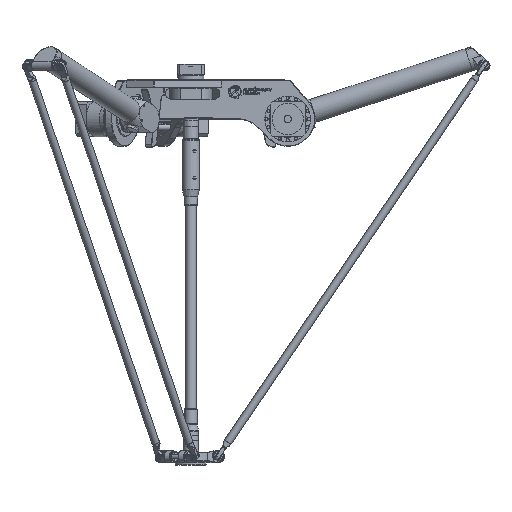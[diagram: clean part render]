
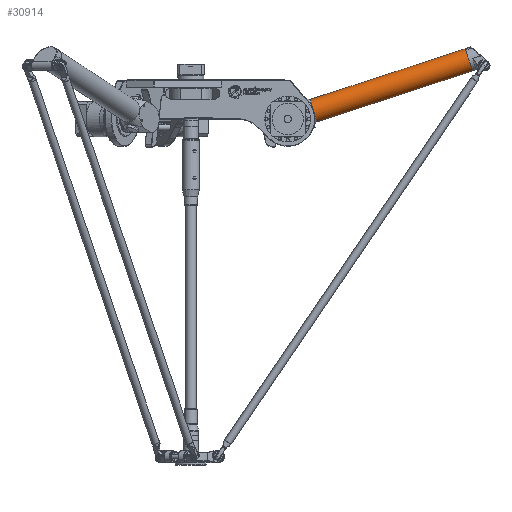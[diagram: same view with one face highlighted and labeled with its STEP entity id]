
A CAD part, front view. The second image highlights one B-rep face of the part: STEP entity #30914.
In plain terms, the highlighted cylindrical face has radius 30.05 mm (diameter 60.1 mm), a full revolution.
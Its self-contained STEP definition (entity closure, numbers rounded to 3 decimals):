
#1233=FACE_BOUND('',#7651,.T.);
#2739=CIRCLE('',#34319,30.05);
#2740=CIRCLE('',#34321,30.05);
#2741=CIRCLE('',#34323,30.05);
#2742=CIRCLE('',#34325,30.05);
#2743=CIRCLE('',#34327,30.05);
#2744=CIRCLE('',#34328,30.05);
#2745=CIRCLE('',#34329,30.05);
#2746=CIRCLE('',#34330,30.05);
#3287=CYLINDRICAL_SURFACE('',#34326,30.05);
#5153=FACE_OUTER_BOUND('',#7650,.T.);
#7650=EDGE_LOOP('',(#27324,#27325,#27326,#27327));
#7651=EDGE_LOOP('',(#27328,#27329,#27330,#27331));
#15219=VERTEX_POINT('',#60917);
#15220=VERTEX_POINT('',#60921);
#15222=VERTEX_POINT('',#60926);
#15223=VERTEX_POINT('',#60932);
#15225=VERTEX_POINT('',#60937);
#15226=VERTEX_POINT('',#60943);
#15227=VERTEX_POINT('',#60944);
#15228=VERTEX_POINT('',#60948);
#19267=EDGE_CURVE('',#15220,#15222,#2739,.T.);
#19270=EDGE_CURVE('',#15223,#15225,#2740,.T.);
#19273=EDGE_CURVE('',#15227,#15226,#2741,.T.);
#19275=EDGE_CURVE('',#15228,#15219,#2742,.T.);
#19276=EDGE_CURVE('',#15222,#15223,#2743,.T.);
#19277=EDGE_CURVE('',#15225,#15220,#2744,.T.);
#19278=EDGE_CURVE('',#15227,#15219,#2745,.T.);
#19279=EDGE_CURVE('',#15228,#15226,#2746,.T.);
#27324=ORIENTED_EDGE('',*,*,#19270,.F.);
#27325=ORIENTED_EDGE('',*,*,#19276,.F.);
#27326=ORIENTED_EDGE('',*,*,#19267,.F.);
#27327=ORIENTED_EDGE('',*,*,#19277,.F.);
#27328=ORIENTED_EDGE('',*,*,#19275,.T.);
#27329=ORIENTED_EDGE('',*,*,#19278,.F.);
#27330=ORIENTED_EDGE('',*,*,#19273,.T.);
#27331=ORIENTED_EDGE('',*,*,#19279,.F.);
#30914=ADVANCED_FACE('',(#5153,#1233),#3287,.T.);
#34319=AXIS2_PLACEMENT_3D('',#60927,#43089,#43090);
#34321=AXIS2_PLACEMENT_3D('',#60938,#43093,#43094);
#34323=AXIS2_PLACEMENT_3D('',#60946,#43098,#43099);
#34325=AXIS2_PLACEMENT_3D('',#60950,#43103,#43104);
#34326=AXIS2_PLACEMENT_3D('',#60951,#43105,#43106);
#34327=AXIS2_PLACEMENT_3D('',#60952,#43107,#43108);
#34328=AXIS2_PLACEMENT_3D('',#60953,#43109,#43110);
#34329=AXIS2_PLACEMENT_3D('',#60954,#43111,#43112);
#34330=AXIS2_PLACEMENT_3D('',#60955,#43113,#43114);
#43089=DIRECTION('center_axis',(0.,0.,-1.));
#43090=DIRECTION('ref_axis',(1.,0.,0.));
#43093=DIRECTION('center_axis',(0.,0.,-1.));
#43094=DIRECTION('ref_axis',(1.,0.,0.));
#43098=DIRECTION('center_axis',(0.,0.,
-1.));
#43099=DIRECTION('ref_axis',(-1.,0.,0.));
#43103=DIRECTION('center_axis',(0.,0.,
-1.));
#43104=DIRECTION('ref_axis',(-1.,0.,0.));
#43105=DIRECTION('center_axis',(0.,0.,1.));
#43106=DIRECTION('ref_axis',(-1.,0.,0.));
#43107=DIRECTION('center_axis',(0.,0.,-1.));
#43108=DIRECTION('ref_axis',(1.,0.,0.));
#43109=DIRECTION('center_axis',(0.,0.,-1.));
#43110=DIRECTION('ref_axis',(1.,0.,0.));
#43111=DIRECTION('center_axis',(0.,0.,
1.));
#43112=DIRECTION('ref_axis',(-1.,0.,0.));
#43113=DIRECTION('center_axis',(0.,0.,
1.));
#43114=DIRECTION('ref_axis',(-1.,0.,0.));
#60917=CARTESIAN_POINT('',(12.589,-27.286,263.856));
#60921=CARTESIAN_POINT('',(30.,1.733,-157.587));
#60926=CARTESIAN_POINT('',(30.,-1.733,-157.587));
#60927=CARTESIAN_POINT('Origin',(0.,0.,-157.587));
#60932=CARTESIAN_POINT('',(-30.,-1.733,-157.587));
#60937=CARTESIAN_POINT('',(-30.,1.733,-157.587));
#60938=CARTESIAN_POINT('Origin',(0.,0.,-157.587));
#60943=CARTESIAN_POINT('',(-1.733,-30.,263.856));
#60944=CARTESIAN_POINT('',(1.733,-30.,263.856));
#60946=CARTESIAN_POINT('Origin',(0.,0.,263.856));
#60948=CARTESIAN_POINT('',(-12.589,-27.286,263.856));
#60950=CARTESIAN_POINT('Origin',(0.,0.,263.856));
#60951=CARTESIAN_POINT('Origin',(0.,0.,0.));
#60952=CARTESIAN_POINT('Origin',(0.,0.,-157.587));
#60953=CARTESIAN_POINT('Origin',(0.,0.,-157.587));
#60954=CARTESIAN_POINT('Origin',(0.,0.,263.856));
#60955=CARTESIAN_POINT('Origin',(0.,0.,263.856));
